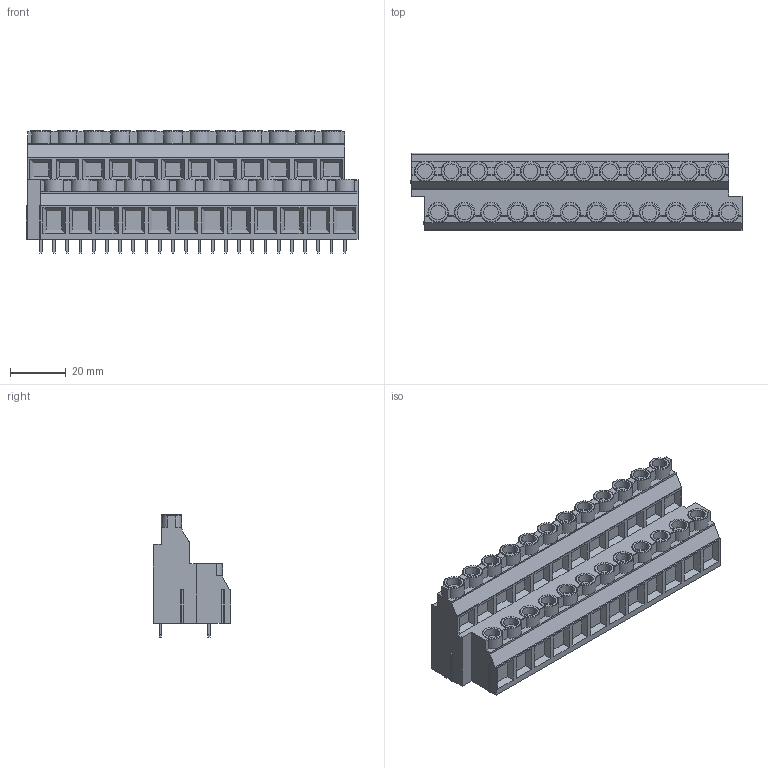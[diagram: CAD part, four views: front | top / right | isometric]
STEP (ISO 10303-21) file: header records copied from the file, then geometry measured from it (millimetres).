
FILE_DESCRIPTION(('CATIA V5 STEP Exchange','CAx-IF Rec.Pracs.--- Model Styling and Organization---1.2---2011-12-15'),'2;1');
FILE_NAME ('D1459227_0_1926400000_1926400000.stp','2018-09-06T16:52:26+00:00',('none'),('Weidmueller'),'CATIA Version 5-6 Release 2014','CATIA V5 STEP AP214','none');
FILE_SCHEMA(('AUTOMOTIVE_DESIGN { 1 0 10303 214 1 1 1 1 }'));
Length unit declared in the file: millimetre
Products named in the file (1): 1926400000
Bounding box: 119.6 x 28 x 44.1 mm (x, y, z)
Volume: 81195.8 mm3; surface area: 19331 mm2
Topology: 25 solids, 25 shells, 670 faces, 1689 edges, 1105 vertices
Faces by surface type: plane 486, cylinder 136, torus 48
Entity records: 17837 total; most frequent: CARTESIAN_POINT 3492, ORIENTED_EDGE 3378, DIRECTION 2147, EDGE_CURVE 1689, VERTEX_POINT 1105, VECTOR 1098, LINE 1098, AXIS2_PLACEMENT_3D 737
